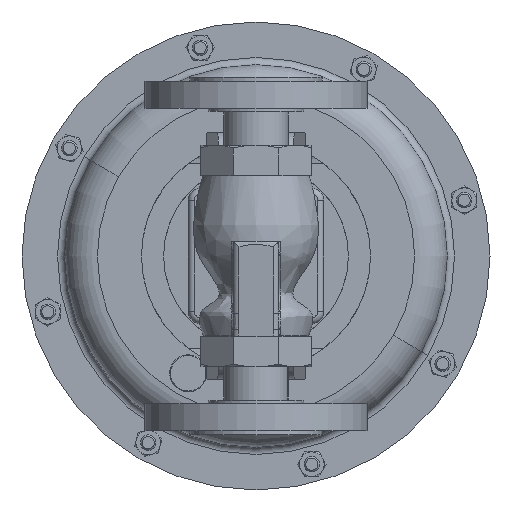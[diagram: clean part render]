
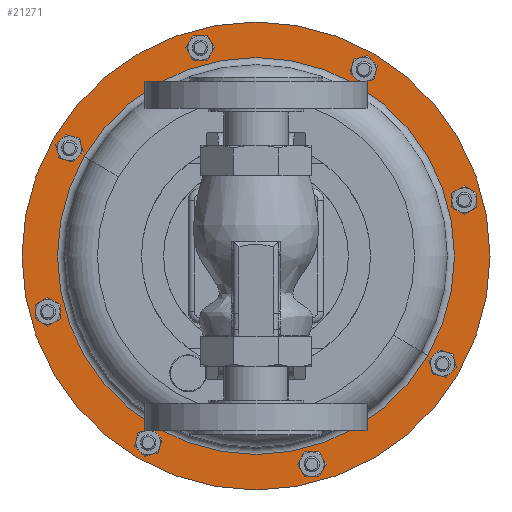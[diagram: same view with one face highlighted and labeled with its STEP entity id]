
A CAD part, front view. The second image highlights one B-rep face of the part: STEP entity #21271.
In plain terms, the highlighted planar face has unit normal (0, -1, 0).
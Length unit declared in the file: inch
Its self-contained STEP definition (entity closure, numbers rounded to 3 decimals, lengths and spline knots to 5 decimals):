
#1261 = DIRECTION ( 'NONE',  ( 0.866, 0., -0.5 ) ) ;
#1421 = DIRECTION ( 'NONE',  ( 0., 1., 0. ) ) ;
#2208 = VERTEX_POINT ( 'NONE', #2595 ) ;
#2595 = CARTESIAN_POINT ( 'NONE',  ( 3.48922, 8.835, -4.2645 ) ) ;
#2810 = ORIENTED_EDGE ( 'NONE', *, *, #4526, .T. ) ;
#3011 = CARTESIAN_POINT ( 'NONE',  ( -3.48922, 8.835, -0.2355 ) ) ;
#3440 = CARTESIAN_POINT ( 'NONE',  ( -4.11362, 8.835, 0.125 ) ) ;
#4526 = EDGE_CURVE ( 'NONE', #23375, #2208, #6286, .T. ) ;
#4843 = EDGE_CURVE ( 'NONE', #13874, #11677, #17053, .T. ) ;
#6286 = CIRCLE ( 'NONE', #7149, 4.029 ) ;
#6394 = FACE_OUTER_BOUND ( 'NONE', #10508, .T. ) ;
#6554 = PLANE ( 'NONE',  #18420 ) ;
#6832 = DIRECTION ( 'NONE',  ( 0., 1., 0. ) ) ;
#7149 = AXIS2_PLACEMENT_3D ( 'NONE', #24920, #12409, #27020 ) ;
#7685 = FACE_BOUND ( 'NONE', #20272, .T. ) ;
#9329 = EDGE_CURVE ( 'NONE', #11677, #13874, #18591, .T. ) ;
#10508 = EDGE_LOOP ( 'NONE', ( #18954, #24401 ) ) ;
#10766 = DIRECTION ( 'NONE',  ( -0.866, 0., 0.5 ) ) ;
#11677 = VERTEX_POINT ( 'NONE', #3440 ) ;
#12409 = DIRECTION ( 'NONE',  ( 0., 1., 0. ) ) ;
#12488 = CARTESIAN_POINT ( 'NONE',  ( 4.11362, 8.835, -4.625 ) ) ;
#12824 = EDGE_CURVE ( 'NONE', #2208, #23375, #15126, .T. ) ;
#13780 = DIRECTION ( 'NONE',  ( 0., 1., 0. ) ) ;
#13874 = VERTEX_POINT ( 'NONE', #12488 ) ;
#13931 = CARTESIAN_POINT ( 'NONE',  ( 0., 8.835, -2.25 ) ) ;
#15126 = CIRCLE ( 'NONE', #17257, 4.029 ) ;
#16014 = DIRECTION ( 'NONE',  ( 0.866, 0., -0.5 ) ) ;
#16524 = AXIS2_PLACEMENT_3D ( 'NONE', #26285, #13780, #1261 ) ;
#17053 = CIRCLE ( 'NONE', #17825, 4.75 ) ;
#17257 = AXIS2_PLACEMENT_3D ( 'NONE', #19348, #6832, #21453 ) ;
#17825 = AXIS2_PLACEMENT_3D ( 'NONE', #13931, #1421, #16014 ) ;
#18251 = ORIENTED_EDGE ( 'NONE', *, *, #12824, .T. ) ;
#18420 = AXIS2_PLACEMENT_3D ( 'NONE', #21169, #23280, #10766 ) ;
#18591 = CIRCLE ( 'NONE', #16524, 4.75 ) ;
#18954 = ORIENTED_EDGE ( 'NONE', *, *, #4843, .F. ) ;
#19348 = CARTESIAN_POINT ( 'NONE',  ( 0., 8.835, -2.25 ) ) ;
#20272 = EDGE_LOOP ( 'NONE', ( #18251, #2810 ) ) ;
#21169 = CARTESIAN_POINT ( 'NONE',  ( -2.375, 8.835, -6.36362 ) ) ;
#21271 = ADVANCED_FACE ( 'NONE', ( #7685, #6394 ), #6554, .T. ) ;
#21453 = DIRECTION ( 'NONE',  ( 0.866, 0., -0.5 ) ) ;
#23280 = DIRECTION ( 'NONE',  ( 0., -1., 0. ) ) ;
#23375 = VERTEX_POINT ( 'NONE', #3011 ) ;
#24401 = ORIENTED_EDGE ( 'NONE', *, *, #9329, .F. ) ;
#24920 = CARTESIAN_POINT ( 'NONE',  ( 0., 8.835, -2.25 ) ) ;
#26285 = CARTESIAN_POINT ( 'NONE',  ( 0., 8.835, -2.25 ) ) ;
#27020 = DIRECTION ( 'NONE',  ( 0.866, 0., -0.5 ) ) ;
